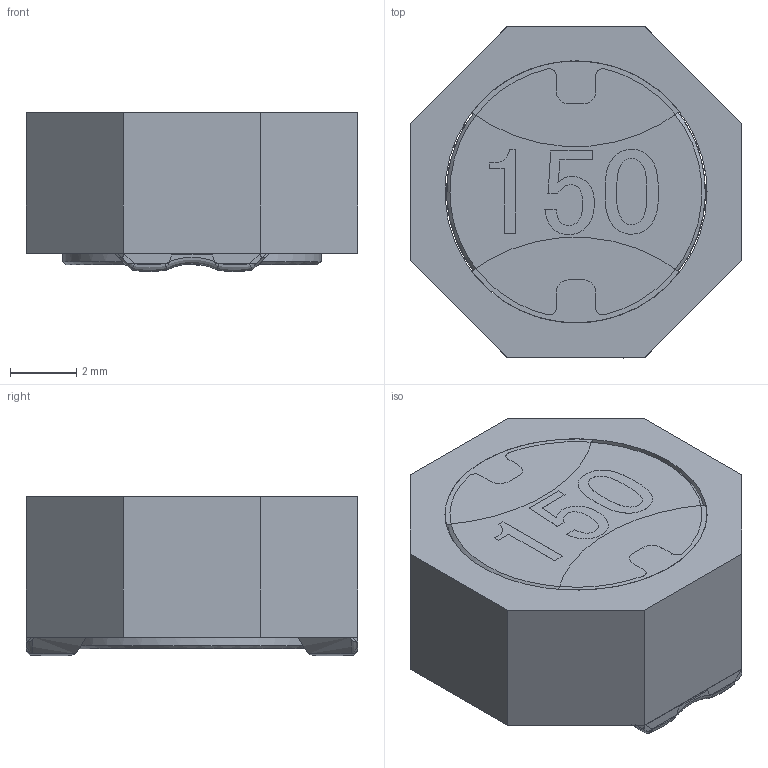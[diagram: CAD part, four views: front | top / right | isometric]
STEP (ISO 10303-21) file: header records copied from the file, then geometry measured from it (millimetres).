
FILE_DESCRIPTION( ('This file contains a STEP AP42 implementation' ,'as created by ZW3D STEP Interface translator.') ,'2;1' );
FILE_NAME( 'ASU1048-F.stp' ,'14 318. 84237', (''), ('ZWCAD Software Co.'), 'Version 1.0', 'ZW3D to STEP translator', '' );
FILE_SCHEMA( ('CONFIG_CONTROL_DESIGN') );
Length unit declared in the file: millimetre
Products named in the file (1): 0
Bounding box: 10 x 10 x 4.8 mm (x, y, z)
Volume: 292.7 mm3; surface area: 890.4 mm2
Topology: 10 solids, 10 shells, 232 faces, 573 edges, 368 vertices
Faces by surface type: bspline 232
Entity records: 69659 total; most frequent: CARTESIAN_POINT 66161, ORIENTED_EDGE 1146, EDGE_CURVE 573, B_SPLINE_CURVE_WITH_KNOTS 493, VERTEX_POINT 368, EDGE_LOOP 241, FACE_OUTER_BOUND 232, ADVANCED_FACE 232
